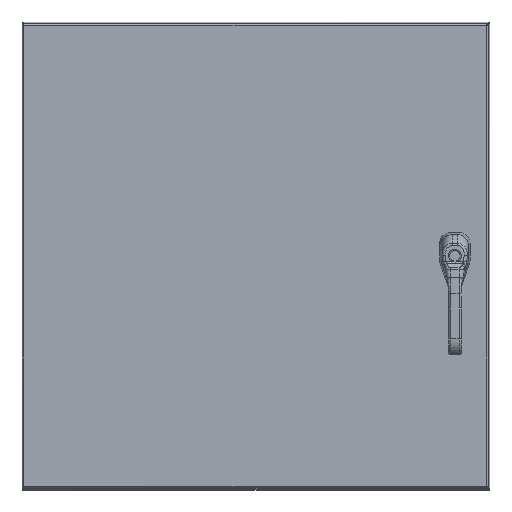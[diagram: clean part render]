
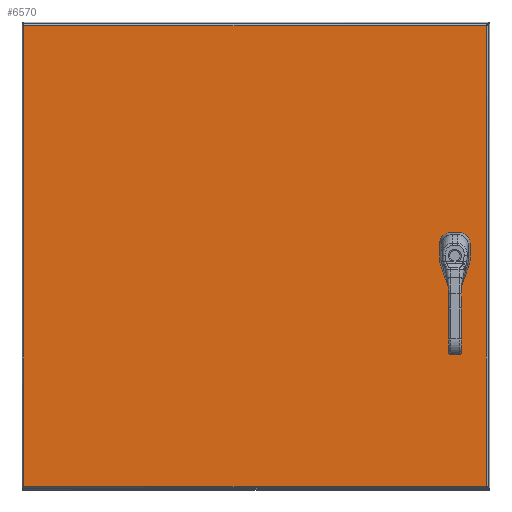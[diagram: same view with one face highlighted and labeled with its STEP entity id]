
A CAD part, top view. The second image highlights one B-rep face of the part: STEP entity #6570.
In plain terms, the highlighted face is planar.
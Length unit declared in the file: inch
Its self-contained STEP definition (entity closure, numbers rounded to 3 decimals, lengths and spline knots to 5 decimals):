
#4893=CARTESIAN_POINT('',(2.33762,15.275,0.0));
#4894=VERTEX_POINT('',#4893);
#4901=CARTESIAN_POINT('',(2.525,15.08762,0.0));
#4902=VERTEX_POINT('',#4901);
#4903=CARTESIAN_POINT('',(2.125,14.875,0.0));
#4904=DIRECTION('',(0.0,0.0,1.0));
#4905=DIRECTION('',(-0.469,-0.883,0.0));
#4906=AXIS2_PLACEMENT_3D('',#4903,#4904,#4905);
#4907=CIRCLE('',#4906,0.453);
#4908=EDGE_CURVE('',#4902,#4894,#4907,.T.);
#4933=CARTESIAN_POINT('',(2.525,14.66238,0.0));
#4934=VERTEX_POINT('',#4933);
#4935=CARTESIAN_POINT('',(2.525,14.66238,0.0));
#4936=DIRECTION('',(0.0,1.0,0.0));
#4937=VECTOR('',#4936,0.42525);
#4938=LINE('',#4935,#4937);
#4939=EDGE_CURVE('',#4934,#4902,#4938,.T.);
#4965=CARTESIAN_POINT('',(2.33762,14.475,0.0));
#4966=VERTEX_POINT('',#4965);
#4967=CARTESIAN_POINT('',(2.125,14.875,0.0));
#4968=DIRECTION('',(0.0,0.0,1.0));
#4969=DIRECTION('',(-0.883,0.469,0.0));
#4970=AXIS2_PLACEMENT_3D('',#4967,#4968,#4969);
#4971=CIRCLE('',#4970,0.453);
#4972=EDGE_CURVE('',#4966,#4934,#4971,.T.);
#4997=CARTESIAN_POINT('',(1.91238,14.475,0.0));
#4998=VERTEX_POINT('',#4997);
#4999=CARTESIAN_POINT('',(1.91238,14.475,0.0));
#5000=DIRECTION('',(1.0,0.0,0.0));
#5001=VECTOR('',#5000,0.42525);
#5002=LINE('',#4999,#5001);
#5003=EDGE_CURVE('',#4998,#4966,#5002,.T.);
#5029=CARTESIAN_POINT('',(1.725,14.66238,0.0));
#5030=VERTEX_POINT('',#5029);
#5031=CARTESIAN_POINT('',(2.125,14.875,0.0));
#5032=DIRECTION('',(0.0,0.0,1.0));
#5033=DIRECTION('',(0.469,0.883,0.0));
#5034=AXIS2_PLACEMENT_3D('',#5031,#5032,#5033);
#5035=CIRCLE('',#5034,0.453);
#5036=EDGE_CURVE('',#5030,#4998,#5035,.T.);
#5061=CARTESIAN_POINT('',(1.725,15.08762,0.0));
#5062=VERTEX_POINT('',#5061);
#5063=CARTESIAN_POINT('',(1.725,15.08762,0.0));
#5064=DIRECTION('',(0.0,-1.0,0.0));
#5065=VECTOR('',#5064,0.42525);
#5066=LINE('',#5063,#5065);
#5067=EDGE_CURVE('',#5062,#5030,#5066,.T.);
#5093=CARTESIAN_POINT('',(1.91238,15.275,0.0));
#5094=VERTEX_POINT('',#5093);
#5095=CARTESIAN_POINT('',(2.125,14.875,0.0));
#5096=DIRECTION('',(0.0,0.0,1.0));
#5097=DIRECTION('',(0.883,-0.469,0.0));
#5098=AXIS2_PLACEMENT_3D('',#5095,#5096,#5097);
#5099=CIRCLE('',#5098,0.453);
#5100=EDGE_CURVE('',#5094,#5062,#5099,.T.);
#5123=CARTESIAN_POINT('',(2.33762,15.275,0.0));
#5124=DIRECTION('',(-1.0,0.0,0.0));
#5125=VECTOR('',#5124,0.42525);
#5126=LINE('',#5123,#5125);
#5127=EDGE_CURVE('',#4894,#5094,#5126,.T.);
#5578=CARTESIAN_POINT('',(29.76975,0.10525,0.));
#5579=VERTEX_POINT('',#5578);
#5590=CARTESIAN_POINT('',(29.76975,29.64475,0.));
#5591=VERTEX_POINT('',#5590);
#5592=CARTESIAN_POINT('',(29.76975,29.64475,0.0));
#5593=DIRECTION('',(0.0,-1.0,0.0));
#5594=VECTOR('',#5593,29.5395);
#5595=LINE('',#5592,#5594);
#5596=EDGE_CURVE('',#5591,#5579,#5595,.T.);
#5748=CARTESIAN_POINT('',(0.10525,0.10525,0.));
#5749=VERTEX_POINT('',#5748);
#5760=CARTESIAN_POINT('',(29.76975,0.10525,0.0));
#5761=DIRECTION('',(-1.0,0.0,0.0));
#5762=VECTOR('',#5761,29.6645);
#5763=LINE('',#5760,#5762);
#5764=EDGE_CURVE('',#5579,#5749,#5763,.T.);
#6025=CARTESIAN_POINT('',(0.10525,29.64475,0.));
#6026=VERTEX_POINT('',#6025);
#6037=CARTESIAN_POINT('',(0.10525,0.10525,0.0));
#6038=DIRECTION('',(0.0,1.0,0.0));
#6039=VECTOR('',#6038,29.5395);
#6040=LINE('',#6037,#6039);
#6041=EDGE_CURVE('',#5749,#6026,#6040,.T.);
#6306=CARTESIAN_POINT('',(0.10525,29.64475,0.0));
#6307=DIRECTION('',(1.0,0.0,0.0));
#6308=VECTOR('',#6307,29.6645);
#6309=LINE('',#6306,#6308);
#6310=EDGE_CURVE('',#6026,#5591,#6309,.T.);
#6549=CARTESIAN_POINT('',(14.9375,14.875,0.0));
#6550=DIRECTION('',(0.0,0.0,1.0));
#6551=DIRECTION('',(1.0,0.0,0.0));
#6552=AXIS2_PLACEMENT_3D('',#6549,#6550,#6551);
#6553=PLANE('',#6552);
#6554=ORIENTED_EDGE('',*,*,#5596,.T.);
#6555=ORIENTED_EDGE('',*,*,#5764,.T.);
#6556=ORIENTED_EDGE('',*,*,#6041,.T.);
#6557=ORIENTED_EDGE('',*,*,#6310,.T.);
#6558=EDGE_LOOP('',(#6554,#6555,#6556,#6557));
#6559=FACE_OUTER_BOUND('',#6558,.T.);
#6560=ORIENTED_EDGE('',*,*,#4908,.T.);
#6561=ORIENTED_EDGE('',*,*,#5127,.T.);
#6562=ORIENTED_EDGE('',*,*,#5100,.T.);
#6563=ORIENTED_EDGE('',*,*,#5067,.T.);
#6564=ORIENTED_EDGE('',*,*,#5036,.T.);
#6565=ORIENTED_EDGE('',*,*,#5003,.T.);
#6566=ORIENTED_EDGE('',*,*,#4972,.T.);
#6567=ORIENTED_EDGE('',*,*,#4939,.T.);
#6568=EDGE_LOOP('',(#6560,#6561,#6562,#6563,#6564,#6565,#6566,#6567));
#6569=FACE_BOUND('',#6568,.T.);
#6570=ADVANCED_FACE('',(#6559,#6569),#6553,.F.);
